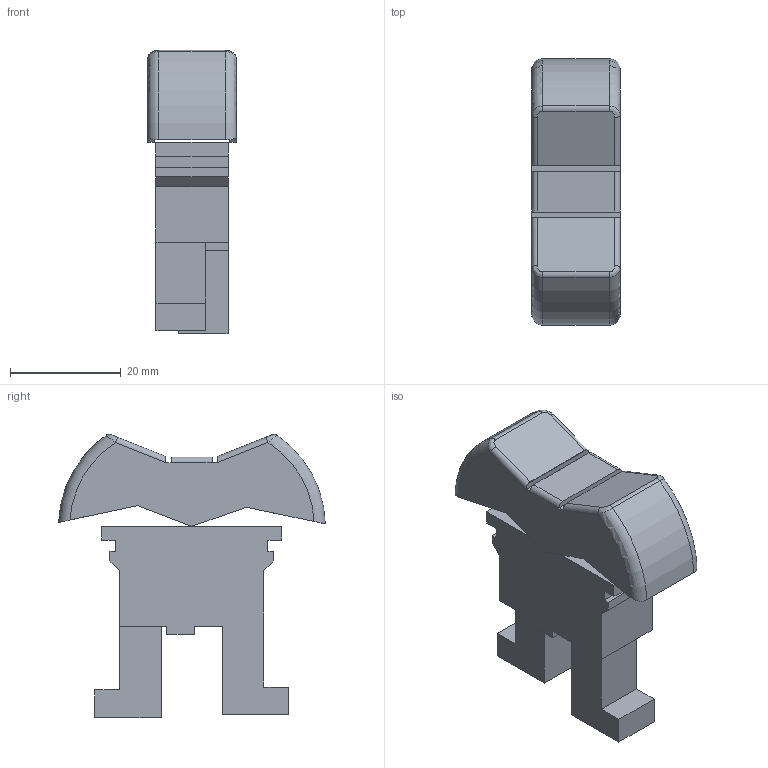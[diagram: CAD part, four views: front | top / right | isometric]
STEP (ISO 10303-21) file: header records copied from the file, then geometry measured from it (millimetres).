
FILE_DESCRIPTION(('STEP AP203'), '1');
FILE_NAME('cub_model.step', '2012-05-22T13:42:55', ('UNSPECIFIED'), ('UNSPECIFIED'), 'ASCON STEP Converter 1.0', 'Kompas 3D', '');
FILE_SCHEMA(('CONFIG_CONTROL_DESIGN'));
Length unit declared in the file: millimetre
Products named in the file (3): 47; 48; 49
Assembly tree (2 placements, depth 2):
  47
    48
    49
Bounding box: 16 x 48.1 x 51.08 mm (x, y, z)
Volume: 11545.3 mm3; surface area: 7820.1 mm2
Topology: 2 solids, 2 shells, 76 faces, 203 edges, 131 vertices
Faces by surface type: plane 56, cylinder 12, torus 4, bspline 4
Entity records: 3083 total; most frequent: CARTESIAN_POINT 953, ORIENTED_EDGE 406, DIRECTION 343, EDGE_CURVE 203, LINE 161, VECTOR 161, VERTEX_POINT 131, AXIS2_PLACEMENT_3D 91
